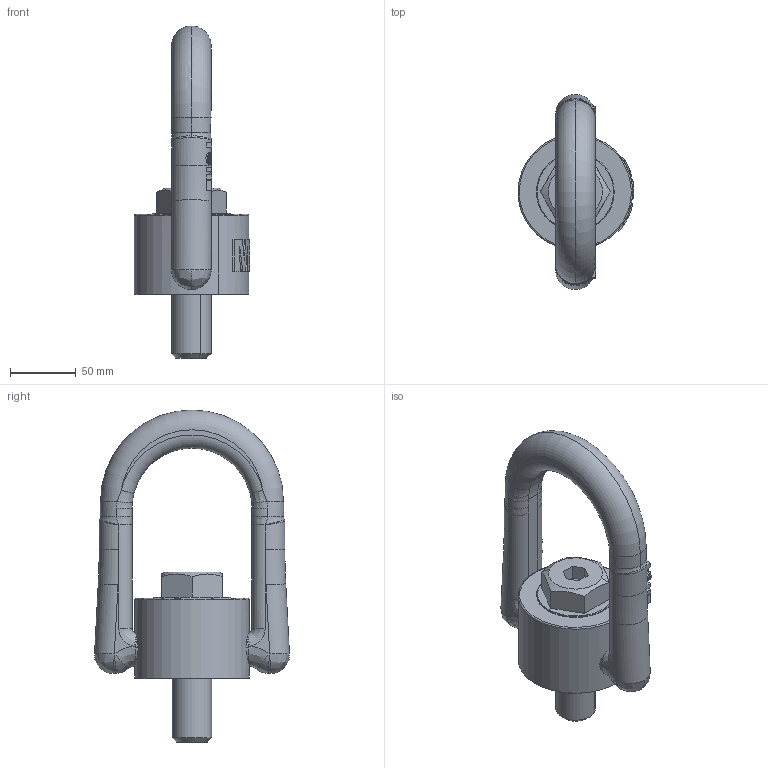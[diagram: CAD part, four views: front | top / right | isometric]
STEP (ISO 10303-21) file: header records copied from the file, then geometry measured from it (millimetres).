
FILE_DESCRIPTION(('CATIA V5 STEP Exchange'),'2;1');
FILE_NAME('8-231-078.stp','2016-03-29T06:10:43+00:00',('none'),('none'),'CATIA Version 5 Release 21 GA (IN-10)','CATIA V5 STEP AP203','none');
FILE_SCHEMA(('CONFIG_CONTROL_DESIGN'));
Length unit declared in the file: millimetre
Products named in the file (1): 8-231-078
Bounding box: 87.99 x 147.96 x 251.99 mm (x, y, z)
Volume: 716100.1 mm3; surface area: 75445.3 mm2
Topology: 1 solids, 1 shells, 434 faces, 1218 edges, 792 vertices
Faces by surface type: plane 324, cylinder 46, bspline 40, torus 14, cone 8, extrusion 2
Entity records: 19755 total; most frequent: CARTESIAN_POINT 10020, ORIENTED_EDGE 2430, DIRECTION 1333, EDGE_CURVE 1215, VERTEX_POINT 792, B_SPLINE_CURVE_WITH_KNOTS 558, VECTOR 541, LINE 539
